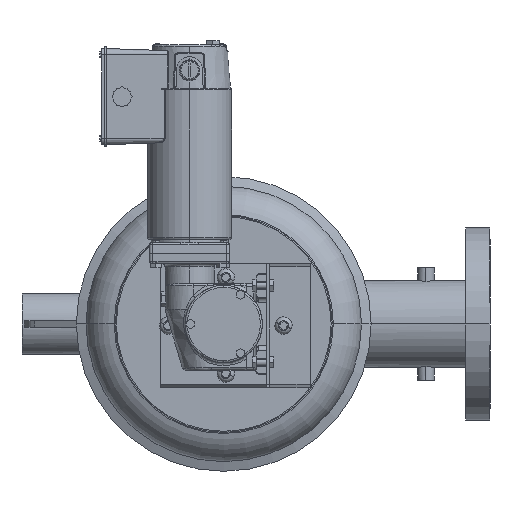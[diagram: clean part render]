
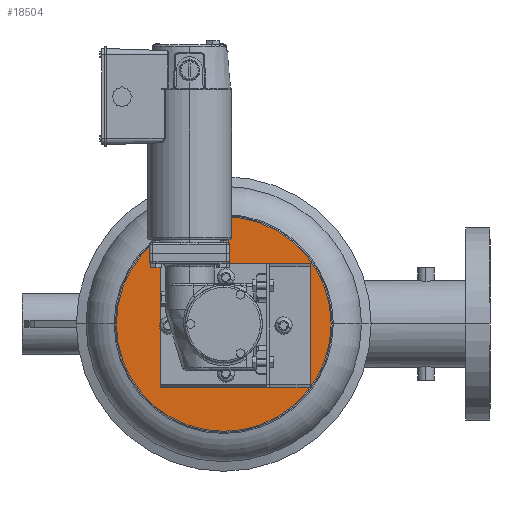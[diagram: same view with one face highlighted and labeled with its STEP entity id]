
A CAD part, left-side view. The second image highlights one B-rep face of the part: STEP entity #18504.
In plain terms, the highlighted planar face has unit normal (-1, 0, 0).
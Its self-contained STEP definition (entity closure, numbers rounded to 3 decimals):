
#342 = ORIENTED_EDGE ( 'NONE', *, *, #18123, .F. ) ;
#2292 = VERTEX_POINT ( 'NONE', #6753 ) ;
#3050 = CIRCLE ( 'NONE', #28748, 106.363 ) ;
#3683 = AXIS2_PLACEMENT_3D ( 'NONE', #29039, #6847, #4577 ) ;
#4086 = CARTESIAN_POINT ( 'NONE',  ( 0., 0.086, 0. ) ) ;
#4577 = DIRECTION ( 'NONE',  ( 0., 0., -1. ) ) ;
#4823 = VERTEX_POINT ( 'NONE', #20386 ) ;
#6753 = CARTESIAN_POINT ( 'NONE',  ( 0., 0.086, -106.363 ) ) ;
#6847 = DIRECTION ( 'NONE',  ( 1., 0., 0. ) ) ;
#9055 = CARTESIAN_POINT ( 'NONE',  ( 0., 0.086, 0. ) ) ;
#11537 = DIRECTION ( 'NONE',  ( 1., 0., 0. ) ) ;
#12777 = EDGE_CURVE ( 'NONE', #4823, #2292, #3050, .T. ) ;
#14843 = ORIENTED_EDGE ( 'NONE', *, *, #12777, .F. ) ;
#18123 = EDGE_CURVE ( 'NONE', #2292, #4823, #19936, .T. ) ;
#18504 = ADVANCED_FACE ( 'NONE', ( #26847 ), #21390, .F. ) ;
#18583 = DIRECTION ( 'NONE',  ( 0., 0., -1. ) ) ;
#19080 = DIRECTION ( 'NONE',  ( 1., 0., 0. ) ) ;
#19936 = CIRCLE ( 'NONE', #30628, 106.363 ) ;
#20386 = CARTESIAN_POINT ( 'NONE',  ( 0., 0.086, 106.363 ) ) ;
#21390 = PLANE ( 'NONE',  #3683 ) ;
#26847 = FACE_OUTER_BOUND ( 'NONE', #27629, .T. ) ;
#27629 = EDGE_LOOP ( 'NONE', ( #14843, #342 ) ) ;
#28748 = AXIS2_PLACEMENT_3D ( 'NONE', #9055, #11537, #18583 ) ;
#28752 = DIRECTION ( 'NONE',  ( 0., 0., -1. ) ) ;
#29039 = CARTESIAN_POINT ( 'NONE',  ( 0., 0.086, 0. ) ) ;
#30628 = AXIS2_PLACEMENT_3D ( 'NONE', #4086, #19080, #28752 ) ;
